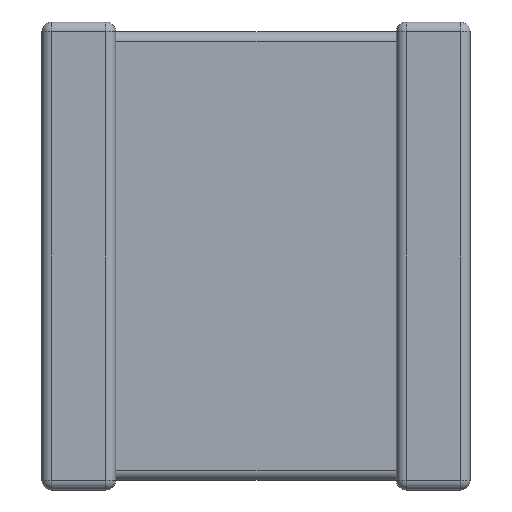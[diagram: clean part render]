
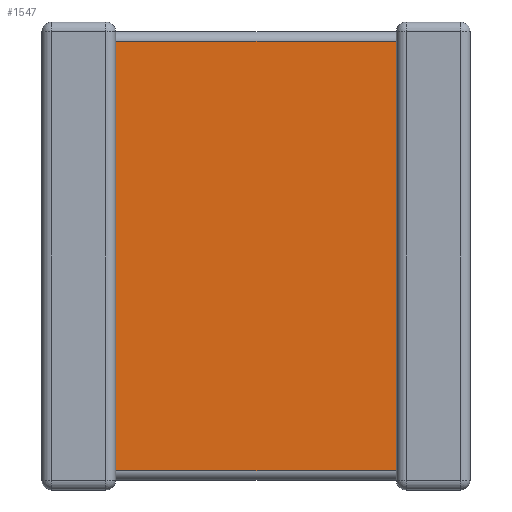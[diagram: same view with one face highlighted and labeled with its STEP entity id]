
A CAD part, front view. The second image highlights one B-rep face of the part: STEP entity #1547.
In plain terms, the highlighted planar face has unit normal (0, -1, 0).
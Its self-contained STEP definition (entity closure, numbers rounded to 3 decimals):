
#233 = VECTOR ( 'NONE', #4341, 1000. ) ;
#246 = VECTOR ( 'NONE', #2351, 1000. ) ;
#510 = CARTESIAN_POINT ( 'NONE',  ( 1.67, 0.22, -10.6 ) ) ;
#536 = CARTESIAN_POINT ( 'NONE',  ( 8.03, 0.22, -0.441 ) ) ;
#614 = LINE ( 'NONE', #2988, #233 ) ;
#666 = EDGE_CURVE ( 'NONE', #3198, #3390, #2070, .T. ) ;
#746 = CARTESIAN_POINT ( 'NONE',  ( 1.67, 0.22, -0.441 ) ) ;
#1017 = CARTESIAN_POINT ( 'NONE',  ( 8.03, 0.22, -10.159 ) ) ;
#1117 = ORIENTED_EDGE ( 'NONE', *, *, #4157, .T. ) ;
#1137 = CARTESIAN_POINT ( 'NONE',  ( 1.67, 0.22, -10.6 ) ) ;
#1206 = VECTOR ( 'NONE', #4254, 1000. ) ;
#1311 = LINE ( 'NONE', #1137, #1206 ) ;
#1547 = ADVANCED_FACE ( 'NONE', ( #2609 ), #1775, .T. ) ;
#1682 = EDGE_CURVE ( 'NONE', #3390, #2807, #614, .T. ) ;
#1775 = PLANE ( 'NONE',  #4371 ) ;
#2040 = VERTEX_POINT ( 'NONE', #3208 ) ;
#2070 = LINE ( 'NONE', #1017, #246 ) ;
#2184 = ORIENTED_EDGE ( 'NONE', *, *, #666, .T. ) ;
#2351 = DIRECTION ( 'NONE',  ( 1., 0., 0. ) ) ;
#2446 = DIRECTION ( 'NONE',  ( -1., 0., 0. ) ) ;
#2534 = ORIENTED_EDGE ( 'NONE', *, *, #3013, .F. ) ;
#2609 = FACE_OUTER_BOUND ( 'NONE', #3546, .T. ) ;
#2807 = VERTEX_POINT ( 'NONE', #536 ) ;
#2882 = DIRECTION ( 'NONE',  ( 0., -1., 0. ) ) ;
#2988 = CARTESIAN_POINT ( 'NONE',  ( 8.03, 0.22, -10.6 ) ) ;
#2989 = VECTOR ( 'NONE', #2446, 1000. ) ;
#3013 = EDGE_CURVE ( 'NONE', #3198, #2040, #1311, .T. ) ;
#3198 = VERTEX_POINT ( 'NONE', #4176 ) ;
#3208 = CARTESIAN_POINT ( 'NONE',  ( 1.67, 0.22, -0.441 ) ) ;
#3390 = VERTEX_POINT ( 'NONE', #3457 ) ;
#3457 = CARTESIAN_POINT ( 'NONE',  ( 8.03, 0.22, -10.159 ) ) ;
#3546 = EDGE_LOOP ( 'NONE', ( #2534, #2184, #3619, #1117 ) ) ;
#3619 = ORIENTED_EDGE ( 'NONE', *, *, #1682, .T. ) ;
#3822 = LINE ( 'NONE', #746, #2989 ) ;
#3886 = DIRECTION ( 'NONE',  ( 0., 0., -1. ) ) ;
#4157 = EDGE_CURVE ( 'NONE', #2807, #2040, #3822, .T. ) ;
#4176 = CARTESIAN_POINT ( 'NONE',  ( 1.67, 0.22, -10.159 ) ) ;
#4254 = DIRECTION ( 'NONE',  ( 0., 0., 1. ) ) ;
#4341 = DIRECTION ( 'NONE',  ( 0., 0., 1. ) ) ;
#4371 = AXIS2_PLACEMENT_3D ( 'NONE', #510, #2882, #3886 ) ;
